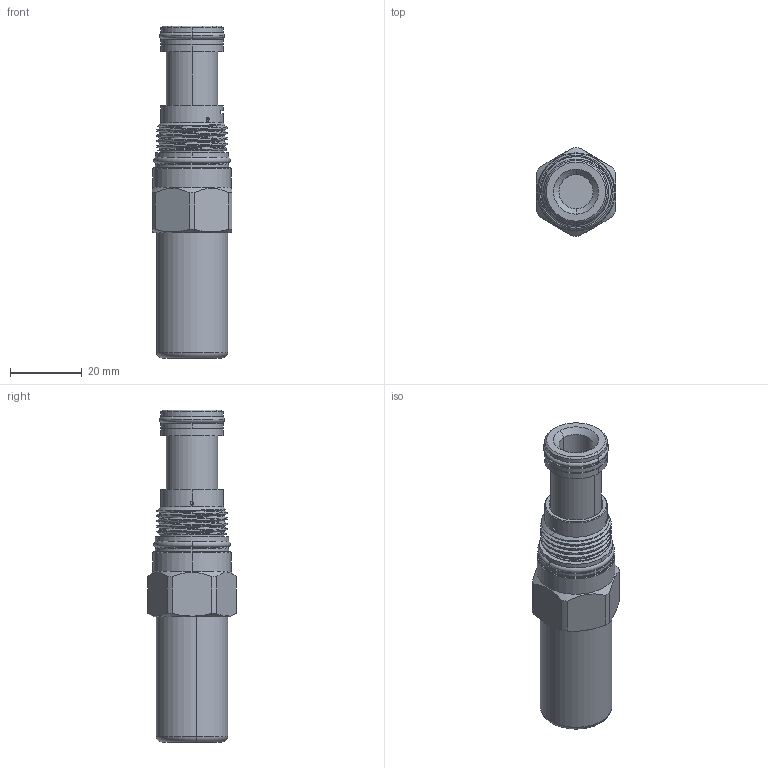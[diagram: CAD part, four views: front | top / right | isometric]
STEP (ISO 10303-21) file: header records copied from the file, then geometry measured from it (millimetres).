
FILE_DESCRIPTION (( 'STEP AP203' ), '1' );
FILE_NAME ('RD10A21-C.STEP', '2020-03-23T08:41:09', ( '' ), ( '' ), 'SwSTEP 2.0', 'SolidWorks 2018', '' );
FILE_SCHEMA (( 'CONFIG_CONTROL_DESIGN' ));
Length unit declared in the file: millimetre
Products named in the file (1): RD10A21-C
Bounding box: 22.22 x 24.79 x 92.7 mm (x, y, z)
Volume: 21472.7 mm3; surface area: 13031.9 mm2
Topology: 5 solids, 5 shells, 251 faces, 598 edges, 373 vertices
Faces by surface type: cylinder 113, plane 57, cone 38, torus 34, bspline 9
Entity records: 15565 total; most frequent: CARTESIAN_POINT 9862, ORIENTED_EDGE 1192, DIRECTION 1191, EDGE_CURVE 596, AXIS2_PLACEMENT_3D 501, VERTEX_POINT 373, EDGE_LOOP 275, CIRCLE 258
